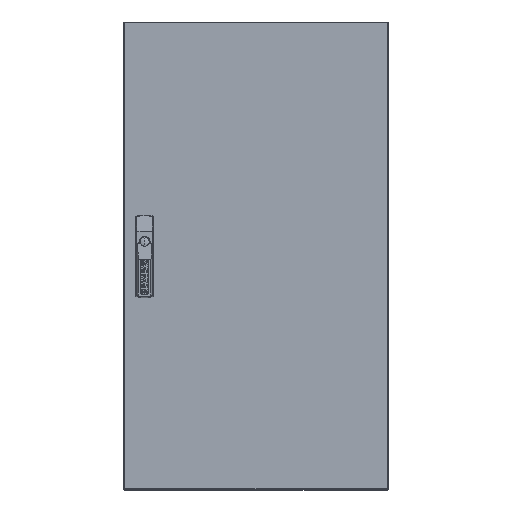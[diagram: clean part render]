
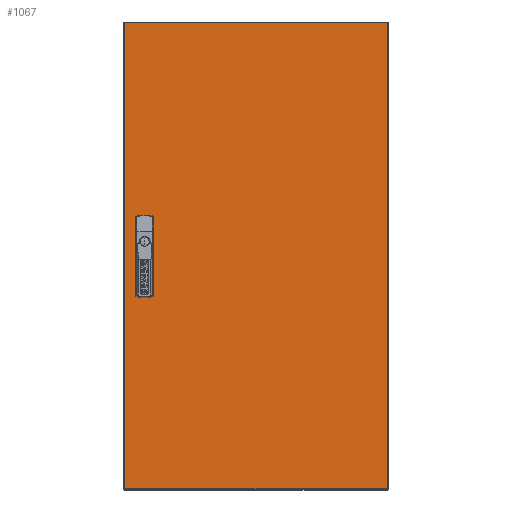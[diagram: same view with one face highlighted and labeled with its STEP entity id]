
A CAD part, top view. The second image highlights one B-rep face of the part: STEP entity #1067.
In plain terms, the highlighted planar face has unit normal (0, 0, 1).
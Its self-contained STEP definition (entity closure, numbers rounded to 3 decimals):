
#1067=ADVANCED_FACE('',(#2683,#2684,#2685),#2686,.T.);
#2683=FACE_OUTER_BOUND('',#5023,.T.);
#2684=FACE_BOUND('',#5024,.T.);
#2685=FACE_BOUND('',#5025,.T.);
#2686=PLANE('',#5026);
#5023=EDGE_LOOP('',(#7426,#7427,#7428,#7429));
#5024=EDGE_LOOP('',(#7430,#7431,#7432,#7433));
#5025=EDGE_LOOP('',(#7434,#7435,#7436,#7437));
#5026=AXIS2_PLACEMENT_3D('',#7438,#7439,#7440);
#7426=ORIENTED_EDGE('',*,*,#14359,.F.);
#7427=ORIENTED_EDGE('',*,*,#14360,.F.);
#7428=ORIENTED_EDGE('',*,*,#14361,.T.);
#7429=ORIENTED_EDGE('',*,*,#14362,.T.);
#7430=ORIENTED_EDGE('',*,*,#14344,.T.);
#7431=ORIENTED_EDGE('',*,*,#14340,.T.);
#7432=ORIENTED_EDGE('',*,*,#14336,.T.);
#7433=ORIENTED_EDGE('',*,*,#14348,.T.);
#7434=ORIENTED_EDGE('',*,*,#14328,.T.);
#7435=ORIENTED_EDGE('',*,*,#14324,.T.);
#7436=ORIENTED_EDGE('',*,*,#14320,.T.);
#7437=ORIENTED_EDGE('',*,*,#14332,.T.);
#7438=CARTESIAN_POINT('',(1.05,708.5,31.51));
#7439=DIRECTION('',(0.0,0.0,1.0));
#7440=DIRECTION('',(1.0,-0.0,0.0));
#14320=EDGE_CURVE('',#17089,#17087,#17090,.T.);
#14324=EDGE_CURVE('',#17095,#17089,#17096,.T.);
#14328=EDGE_CURVE('',#17101,#17095,#17102,.T.);
#14332=EDGE_CURVE('',#17087,#17101,#17106,.T.);
#14336=EDGE_CURVE('',#17113,#17111,#17114,.T.);
#14340=EDGE_CURVE('',#17119,#17113,#17120,.T.);
#14344=EDGE_CURVE('',#17125,#17119,#17126,.T.);
#14348=EDGE_CURVE('',#17111,#17125,#17130,.T.);
#14359=EDGE_CURVE('',#17149,#17150,#17151,.T.);
#14360=EDGE_CURVE('',#17152,#17149,#17153,.T.);
#14361=EDGE_CURVE('',#17152,#17154,#17155,.T.);
#14362=EDGE_CURVE('',#17154,#17150,#17156,.T.);
#17087=VERTEX_POINT('',#21141);
#17089=VERTEX_POINT('',#21144);
#17090=LINE('',#21145,#21146);
#17095=VERTEX_POINT('',#21152);
#17096=CIRCLE('',#21153,12.5);
#17101=VERTEX_POINT('',#21160);
#17102=LINE('',#21161,#21162);
#17106=LINE('',#21168,#21169);
#17111=VERTEX_POINT('',#21174);
#17113=VERTEX_POINT('',#21177);
#17114=CIRCLE('',#21178,12.5);
#17119=VERTEX_POINT('',#21185);
#17120=LINE('',#21186,#21187);
#17125=VERTEX_POINT('',#21194);
#17126=LINE('',#21195,#21196);
#17130=LINE('',#21202,#21203);
#17149=VERTEX_POINT('',#21226);
#17150=VERTEX_POINT('',#21227);
#17151=LINE('',#21228,#21229);
#17152=VERTEX_POINT('',#21230);
#17153=LINE('',#21231,#21232);
#17154=VERTEX_POINT('',#21233);
#17155=LINE('',#21234,#21235);
#17156=LINE('',#21236,#21237);
#21141=CARTESIAN_POINT('',(54.25,397.75,31.51));
#21144=CARTESIAN_POINT('',(54.25,447.75,31.51));
#21145=CARTESIAN_POINT('',(54.25,565.625,31.51));
#21146=VECTOR('',#26860,1.0);
#21152=CARTESIAN_POINT('',(29.25,447.75,31.51));
#21153=AXIS2_PLACEMENT_3D('',#26865,#26866,#26867);
#21160=CARTESIAN_POINT('',(29.25,397.75,31.51));
#21161=CARTESIAN_POINT('',(29.25,565.625,31.51));
#21162=VECTOR('',#26870,1.0);
#21168=CARTESIAN_POINT('',(18.275,397.75,31.51));
#21169=VECTOR('',#26873,1.0);
#21174=CARTESIAN_POINT('',(29.25,498.25,31.51));
#21177=CARTESIAN_POINT('',(54.25,498.25,31.51));
#21178=AXIS2_PLACEMENT_3D('',#26878,#26879,#26880);
#21185=CARTESIAN_POINT('',(54.25,548.25,31.51));
#21186=CARTESIAN_POINT('',(54.25,615.875,31.51));
#21187=VECTOR('',#26883,1.0);
#21194=CARTESIAN_POINT('',(29.25,548.25,31.51));
#21195=CARTESIAN_POINT('',(24.525,548.25,31.51));
#21196=VECTOR('',#26886,1.0);
#21202=CARTESIAN_POINT('',(29.25,615.875,31.51));
#21203=VECTOR('',#26889,1.0);
#21226=CARTESIAN_POINT('',(2.0,944.,31.51));
#21227=CARTESIAN_POINT('',(532.5,944.,31.51));
#21228=CARTESIAN_POINT('',(267.25,944.0,31.51));
#21229=VECTOR('',#26906,1.0);
#21230=CARTESIAN_POINT('',(2.0,2.0,31.51));
#21231=CARTESIAN_POINT('',(2.0,473.0,31.51));
#21232=VECTOR('',#26907,1.0);
#21233=CARTESIAN_POINT('',(532.5,2.0,31.51));
#21234=CARTESIAN_POINT('',(267.25,2.0,31.51));
#21235=VECTOR('',#26908,1.0);
#21236=CARTESIAN_POINT('',(532.5,473.0,31.51));
#21237=VECTOR('',#26909,1.0);
#26860=DIRECTION('',(0.0,-1.0,0.0));
#26865=CARTESIAN_POINT('',(41.75,447.75,31.51));
#26866=DIRECTION('',(0.0,0.0,-1.0));
#26867=DIRECTION('',(1.,0.,0.0));
#26870=DIRECTION('',(0.0,1.0,-0.0));
#26873=DIRECTION('',(-1.0,0.0,0.0));
#26878=CARTESIAN_POINT('',(41.75,498.25,31.51));
#26879=DIRECTION('',(0.0,-0.0,-1.0));
#26880=DIRECTION('',(1.,0.,0.0));
#26883=DIRECTION('',(0.0,-1.0,0.0));
#26886=DIRECTION('',(1.0,0.0,0.0));
#26889=DIRECTION('',(0.0,1.0,-0.0));
#26906=DIRECTION('',(1.0,0.0,0.0));
#26907=DIRECTION('',(0.0,1.0,0.0));
#26908=DIRECTION('',(1.0,0.0,0.0));
#26909=DIRECTION('',(0.0,1.0,0.0));
